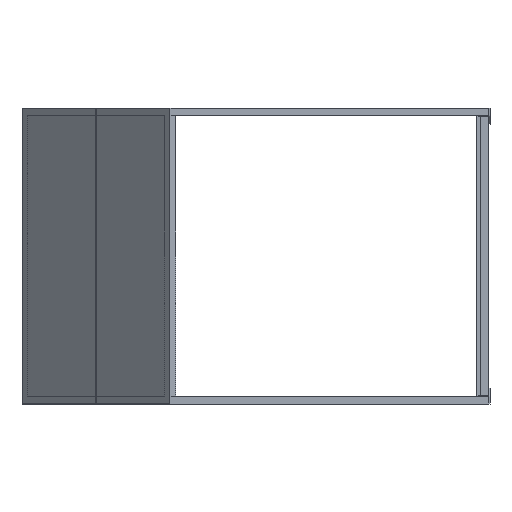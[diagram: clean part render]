
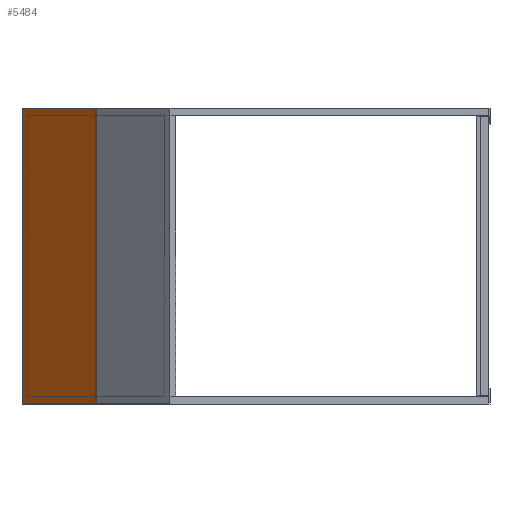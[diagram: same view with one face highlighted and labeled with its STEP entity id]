
A CAD part, left-side view. The second image highlights one B-rep face of the part: STEP entity #5484.
In plain terms, the highlighted planar face has unit normal (-0.707, 0.707, 0).
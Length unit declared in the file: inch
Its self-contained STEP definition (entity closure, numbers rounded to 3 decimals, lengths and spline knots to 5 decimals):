
#37 = DIRECTION ( 'NONE',  ( 0., 0., 1. ) ) ;
#68 = CARTESIAN_POINT ( 'NONE',  ( -0.17678, 117., 36.875 ) ) ;
#143 = VECTOR ( 'NONE', #4599, 39.37008 ) ;
#212 = VECTOR ( 'NONE', #37, 39.37008 ) ;
#411 = VERTEX_POINT ( 'NONE', #5660 ) ;
#494 = CARTESIAN_POINT ( 'NONE',  ( -58.58839, 58.58839, 0. ) ) ;
#569 = ORIENTED_EDGE ( 'NONE', *, *, #4603, .F. ) ;
#597 = VECTOR ( 'NONE', #2684, 39.37008 ) ;
#607 = AXIS2_PLACEMENT_3D ( 'NONE', #494, #4855, #2410 ) ;
#811 = ORIENTED_EDGE ( 'NONE', *, *, #5089, .F. ) ;
#1156 = EDGE_CURVE ( 'NONE', #4244, #2308, #4541, .T. ) ;
#1279 = DIRECTION ( 'NONE',  ( -0.707, -0.707, 0. ) ) ;
#1787 = LINE ( 'NONE', #2214, #4087 ) ;
#1896 = CARTESIAN_POINT ( 'NONE',  ( -0.17678, 117., 36.875 ) ) ;
#2214 = CARTESIAN_POINT ( 'NONE',  ( -0.17678, 117., 36.875 ) ) ;
#2308 = VERTEX_POINT ( 'NONE', #2959 ) ;
#2410 = DIRECTION ( 'NONE',  ( 0.707, 0.707, 0. ) ) ;
#2502 = PLANE ( 'NONE',  #607 ) ;
#2684 = DIRECTION ( 'NONE',  ( 0.707, 0.707, 0. ) ) ;
#2959 = CARTESIAN_POINT ( 'NONE',  ( -18.5, 98.67678, -36.875 ) ) ;
#2983 = EDGE_LOOP ( 'NONE', ( #569, #811, #5502, #4819 ) ) ;
#3421 = FACE_OUTER_BOUND ( 'NONE', #2983, .T. ) ;
#3864 = CARTESIAN_POINT ( 'NONE',  ( -18.5, 98.67678, 36.875 ) ) ;
#3888 = VERTEX_POINT ( 'NONE', #1896 ) ;
#4087 = VECTOR ( 'NONE', #1279, 39.37008 ) ;
#4244 = VERTEX_POINT ( 'NONE', #3864 ) ;
#4525 = EDGE_CURVE ( 'NONE', #2308, #411, #5065, .T. ) ;
#4541 = LINE ( 'NONE', #5007, #143 ) ;
#4599 = DIRECTION ( 'NONE',  ( 0., 0., -1. ) ) ;
#4603 = EDGE_CURVE ( 'NONE', #3888, #4244, #1787, .T. ) ;
#4819 = ORIENTED_EDGE ( 'NONE', *, *, #1156, .F. ) ;
#4855 = DIRECTION ( 'NONE',  ( -0.707, 0.707, 0. ) ) ;
#5007 = CARTESIAN_POINT ( 'NONE',  ( -18.5, 98.67678, 36.875 ) ) ;
#5065 = LINE ( 'NONE', #5669, #597 ) ;
#5089 = EDGE_CURVE ( 'NONE', #411, #3888, #5869, .T. ) ;
#5484 = ADVANCED_FACE ( 'NONE', ( #3421 ), #2502, .T. ) ;
#5502 = ORIENTED_EDGE ( 'NONE', *, *, #4525, .F. ) ;
#5660 = CARTESIAN_POINT ( 'NONE',  ( -0.17678, 117., -36.875 ) ) ;
#5669 = CARTESIAN_POINT ( 'NONE',  ( -0.17678, 117., -36.875 ) ) ;
#5869 = LINE ( 'NONE', #68, #212 ) ;
